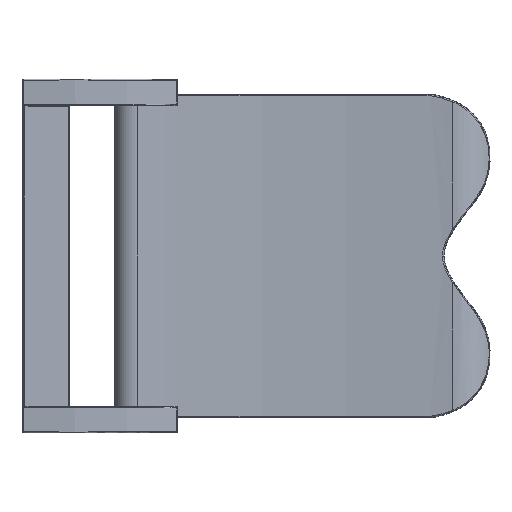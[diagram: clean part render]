
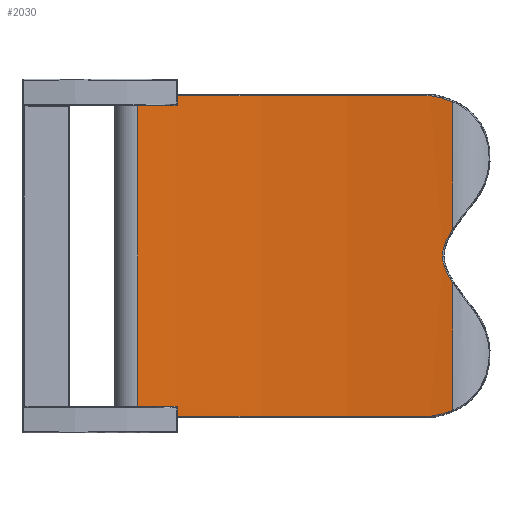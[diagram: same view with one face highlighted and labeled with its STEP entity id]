
A CAD part, front view. The second image highlights one B-rep face of the part: STEP entity #2030.
In plain terms, the highlighted cylindrical face has radius 200 mm (diameter 400 mm), a partial arc.
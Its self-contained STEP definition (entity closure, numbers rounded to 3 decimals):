
#80=B_SPLINE_CURVE_WITH_KNOTS('',3,(#3026,#3027,#3028,#3029),
 .UNSPECIFIED.,.F.,.F.,(4,4),(0.189,0.204),
 .UNSPECIFIED.);
#81=B_SPLINE_CURVE_WITH_KNOTS('',3,(#3032,#3033,#3034,#3035,#3036,#3037),
 .UNSPECIFIED.,.F.,.F.,(4,2,4),(0.14,0.421,0.536),
 .UNSPECIFIED.);
#82=B_SPLINE_CURVE_WITH_KNOTS('',3,(#3041,#3042,#3043,#3044,#3045),
 .UNSPECIFIED.,.F.,.F.,(4,1,4),(-0.705,-0.426,-0.217),
 .UNSPECIFIED.);
#83=B_SPLINE_CURVE_WITH_KNOTS('',3,(#3047,#3048,#3049,#3050),
 .UNSPECIFIED.,.F.,.F.,(4,4),(-0.488,0.),
 .UNSPECIFIED.);
#84=B_SPLINE_CURVE_WITH_KNOTS('',3,(#3054,#3055,#3056,#3057,#3058,#3059),
 .UNSPECIFIED.,.F.,.F.,(4,2,4),(0.004,0.119,0.401),
 .UNSPECIFIED.);
#85=B_SPLINE_CURVE_WITH_KNOTS('',3,(#3063,#3064,#3065,#3066),
 .UNSPECIFIED.,.F.,.F.,(4,4),(0.048,0.063),
 .UNSPECIFIED.);
#86=B_SPLINE_CURVE_WITH_KNOTS('',3,(#3070,#3071,#3072,#3073),
 .UNSPECIFIED.,.F.,.F.,(4,4),(-0.064,-0.004),
 .UNSPECIFIED.);
#87=B_SPLINE_CURVE_WITH_KNOTS('',3,(#3081,#3082,#3083,#3084),
 .UNSPECIFIED.,.F.,.F.,(4,4),(-0.06,0.),.UNSPECIFIED.);
#253=FACE_OUTER_BOUND('',#382,.T.);
#382=EDGE_LOOP('',(#1352,#1353,#1354,#1355,#1356,#1357,#1358,#1359,#1360,
#1361,#1362,#1363,#1364,#1365,#1366,#1367,#1368));
#514=ELLIPSE('',#2183,200.122,200.);
#515=ELLIPSE('',#2184,200.122,200.);
#547=LINE('',#3039,#630);
#548=LINE('',#3052,#631);
#549=LINE('',#3068,#632);
#550=LINE('',#3077,#633);
#551=LINE('',#3085,#634);
#630=VECTOR('',#2401,10.);
#631=VECTOR('',#2402,10.);
#632=VECTOR('',#2405,10.);
#633=VECTOR('',#2408,10.);
#634=VECTOR('',#2411,10.);
#709=CIRCLE('',#2178,200.);
#712=CIRCLE('',#2182,200.);
#797=VERTEX_POINT('',#2940);
#798=VERTEX_POINT('',#2972);
#801=VERTEX_POINT('',#3007);
#803=VERTEX_POINT('',#3031);
#804=VERTEX_POINT('',#3038);
#805=VERTEX_POINT('',#3040);
#806=VERTEX_POINT('',#3046);
#807=VERTEX_POINT('',#3051);
#808=VERTEX_POINT('',#3053);
#809=VERTEX_POINT('',#3060);
#810=VERTEX_POINT('',#3062);
#811=VERTEX_POINT('',#3067);
#812=VERTEX_POINT('',#3069);
#813=VERTEX_POINT('',#3074);
#814=VERTEX_POINT('',#3076);
#815=VERTEX_POINT('',#3078);
#816=VERTEX_POINT('',#3080);
#1007=EDGE_CURVE('',#797,#798,#709,.T.);
#1013=EDGE_CURVE('',#798,#801,#80,.T.);
#1014=EDGE_CURVE('',#803,#797,#81,.T.);
#1015=EDGE_CURVE('',#803,#804,#547,.T.);
#1016=EDGE_CURVE('',#805,#804,#82,.T.);
#1017=EDGE_CURVE('',#806,#805,#83,.T.);
#1018=EDGE_CURVE('',#806,#807,#548,.T.);
#1019=EDGE_CURVE('',#808,#807,#84,.T.);
#1020=EDGE_CURVE('',#809,#808,#712,.T.);
#1021=EDGE_CURVE('',#810,#809,#85,.T.);
#1022=EDGE_CURVE('',#811,#810,#549,.F.);
#1023=EDGE_CURVE('',#812,#811,#86,.T.);
#1024=EDGE_CURVE('',#813,#812,#514,.T.);
#1025=EDGE_CURVE('',#814,#813,#550,.T.);
#1026=EDGE_CURVE('',#815,#814,#515,.T.);
#1027=EDGE_CURVE('',#816,#815,#87,.T.);
#1028=EDGE_CURVE('',#801,#816,#551,.T.);
#1352=ORIENTED_EDGE('',*,*,#1013,.F.);
#1353=ORIENTED_EDGE('',*,*,#1007,.F.);
#1354=ORIENTED_EDGE('',*,*,#1014,.F.);
#1355=ORIENTED_EDGE('',*,*,#1015,.T.);
#1356=ORIENTED_EDGE('',*,*,#1016,.F.);
#1357=ORIENTED_EDGE('',*,*,#1017,.F.);
#1358=ORIENTED_EDGE('',*,*,#1018,.T.);
#1359=ORIENTED_EDGE('',*,*,#1019,.F.);
#1360=ORIENTED_EDGE('',*,*,#1020,.F.);
#1361=ORIENTED_EDGE('',*,*,#1021,.F.);
#1362=ORIENTED_EDGE('',*,*,#1022,.F.);
#1363=ORIENTED_EDGE('',*,*,#1023,.F.);
#1364=ORIENTED_EDGE('',*,*,#1024,.F.);
#1365=ORIENTED_EDGE('',*,*,#1025,.F.);
#1366=ORIENTED_EDGE('',*,*,#1026,.F.);
#1367=ORIENTED_EDGE('',*,*,#1027,.F.);
#1368=ORIENTED_EDGE('',*,*,#1028,.F.);
#1985=CYLINDRICAL_SURFACE('',#2181,200.);
#2030=ADVANCED_FACE('',(#253),#1985,.F.);
#2178=AXIS2_PLACEMENT_3D('',#2973,#2393,#2394);
#2181=AXIS2_PLACEMENT_3D('',#3030,#2399,#2400);
#2182=AXIS2_PLACEMENT_3D('',#3061,#2403,#2404);
#2183=AXIS2_PLACEMENT_3D('',#3075,#2406,#2407);
#2184=AXIS2_PLACEMENT_3D('',#3079,#2409,#2410);
#2393=DIRECTION('center_axis',(0.,0.,1.));
#2394=DIRECTION('ref_axis',(0.022,1.,0.));
#2399=DIRECTION('center_axis',(0.,0.,1.));
#2400=DIRECTION('ref_axis',(0.148,0.989,0.));
#2401=DIRECTION('',(0.,0.,1.));
#2402=DIRECTION('',(0.,0.,1.));
#2403=DIRECTION('center_axis',(0.,0.,-1.));
#2404=DIRECTION('ref_axis',(0.022,1.,0.));
#2405=DIRECTION('',(0.,0.,-1.));
#2406=DIRECTION('center_axis',(0.,0.035,
-0.999));
#2407=DIRECTION('ref_axis',(0.,0.999,0.035));
#2408=DIRECTION('',(0.,0.,1.));
#2409=DIRECTION('center_axis',(0.,0.035,
0.999));
#2410=DIRECTION('ref_axis',(0.,0.999,-0.035));
#2411=DIRECTION('',(0.,0.,1.));
#2940=CARTESIAN_POINT('',(55.487,-1.159,-26.95));
#2972=CARTESIAN_POINT('',(13.202,-0.15,-26.95));
#2973=CARTESIAN_POINT('Origin',(29.6,-199.477,-26.95));
#3007=CARTESIAN_POINT('',(13.059,-0.162,-26.987));
#3026=CARTESIAN_POINT('Ctrl Pts',(13.202,-0.15,-26.95));
#3027=CARTESIAN_POINT('Ctrl Pts',(13.152,-0.154,-26.95));
#3028=CARTESIAN_POINT('Ctrl Pts',(13.103,-0.158,-26.963));
#3029=CARTESIAN_POINT('Ctrl Pts',(13.059,-0.162,-26.987));
#3030=CARTESIAN_POINT('Origin',(29.6,-199.477,0.));
#3031=CARTESIAN_POINT('',(59.27,-1.69,-25.912));
#3032=CARTESIAN_POINT('Ctrl Pts',(59.27,-1.69,-25.912));
#3033=CARTESIAN_POINT('Ctrl Pts',(58.414,-1.561,-26.281));
#3034=CARTESIAN_POINT('Ctrl Pts',(57.516,-1.432,-26.541));
#3035=CARTESIAN_POINT('Ctrl Pts',(56.233,-1.257,-26.8));
#3036=CARTESIAN_POINT('Ctrl Pts',(55.86,-1.208,-26.875));
#3037=CARTESIAN_POINT('Ctrl Pts',(55.487,-1.159,-26.95));
#3038=CARTESIAN_POINT('',(59.27,-1.69,-4.51));
#3039=CARTESIAN_POINT('',(59.27,-1.69,0.));
#3040=CARTESIAN_POINT('',(57.592,-1.445,0.));
#3041=CARTESIAN_POINT('Ctrl Pts',(57.592,-1.445,0.));
#3042=CARTESIAN_POINT('Ctrl Pts',(57.59,-1.445,-0.931));
#3043=CARTESIAN_POINT('Ctrl Pts',(58.087,-1.515,-2.519));
#3044=CARTESIAN_POINT('Ctrl Pts',(58.895,-1.633,-3.925));
#3045=CARTESIAN_POINT('Ctrl Pts',(59.27,-1.69,-4.51));
#3046=CARTESIAN_POINT('',(59.27,-1.69,4.51));
#3047=CARTESIAN_POINT('Ctrl Pts',(59.27,-1.69,4.51));
#3048=CARTESIAN_POINT('Ctrl Pts',(58.417,-1.561,3.153));
#3049=CARTESIAN_POINT('Ctrl Pts',(57.61,-1.448,1.65));
#3050=CARTESIAN_POINT('Ctrl Pts',(57.592,-1.445,0.));
#3051=CARTESIAN_POINT('',(59.27,-1.69,25.912));
#3052=CARTESIAN_POINT('',(59.27,-1.69,0.));
#3053=CARTESIAN_POINT('',(55.487,-1.159,26.95));
#3054=CARTESIAN_POINT('Ctrl Pts',(55.487,-1.159,26.95));
#3055=CARTESIAN_POINT('Ctrl Pts',(55.86,-1.208,26.875));
#3056=CARTESIAN_POINT('Ctrl Pts',(56.233,-1.257,26.8));
#3057=CARTESIAN_POINT('Ctrl Pts',(57.516,-1.432,26.541));
#3058=CARTESIAN_POINT('Ctrl Pts',(58.414,-1.561,26.281));
#3059=CARTESIAN_POINT('Ctrl Pts',(59.27,-1.69,25.912));
#3060=CARTESIAN_POINT('',(13.202,-0.15,26.95));
#3061=CARTESIAN_POINT('Origin',(29.6,-199.477,26.95));
#3062=CARTESIAN_POINT('',(13.059,-0.162,26.987));
#3063=CARTESIAN_POINT('Ctrl Pts',(13.059,-0.162,26.987));
#3064=CARTESIAN_POINT('Ctrl Pts',(13.103,-0.158,26.963));
#3065=CARTESIAN_POINT('Ctrl Pts',(13.152,-0.154,26.95));
#3066=CARTESIAN_POINT('Ctrl Pts',(13.202,-0.15,26.95));
#3067=CARTESIAN_POINT('',(13.059,-0.162,25.259));
#3068=CARTESIAN_POINT('',(13.059,-0.162,0.));
#3069=CARTESIAN_POINT('',(12.46,-0.212,25.224));
#3070=CARTESIAN_POINT('Ctrl Pts',(12.46,-0.212,25.224));
#3071=CARTESIAN_POINT('Ctrl Pts',(12.66,-0.195,25.224));
#3072=CARTESIAN_POINT('Ctrl Pts',(12.86,-0.178,25.234));
#3073=CARTESIAN_POINT('Ctrl Pts',(13.059,-0.162,25.259));
#3074=CARTESIAN_POINT('',(6.406,-0.826,25.202));
#3075=CARTESIAN_POINT('Origin',(29.6,-199.477,18.271));
#3076=CARTESIAN_POINT('',(6.406,-0.826,-25.202));
#3077=CARTESIAN_POINT('',(6.406,-0.826,0.));
#3078=CARTESIAN_POINT('',(12.46,-0.212,-25.224));
#3079=CARTESIAN_POINT('Origin',(29.6,-199.477,-18.271));
#3080=CARTESIAN_POINT('',(13.059,-0.162,-25.259));
#3081=CARTESIAN_POINT('Ctrl Pts',(13.059,-0.162,-25.259));
#3082=CARTESIAN_POINT('Ctrl Pts',(12.86,-0.178,-25.234));
#3083=CARTESIAN_POINT('Ctrl Pts',(12.66,-0.195,-25.224));
#3084=CARTESIAN_POINT('Ctrl Pts',(12.46,-0.212,-25.224));
#3085=CARTESIAN_POINT('',(13.059,-0.162,0.));
